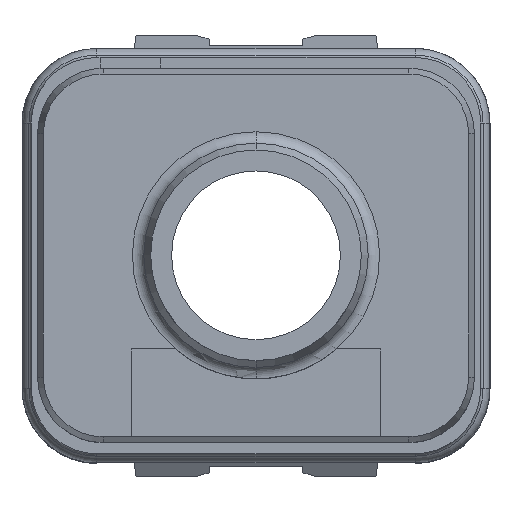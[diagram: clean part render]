
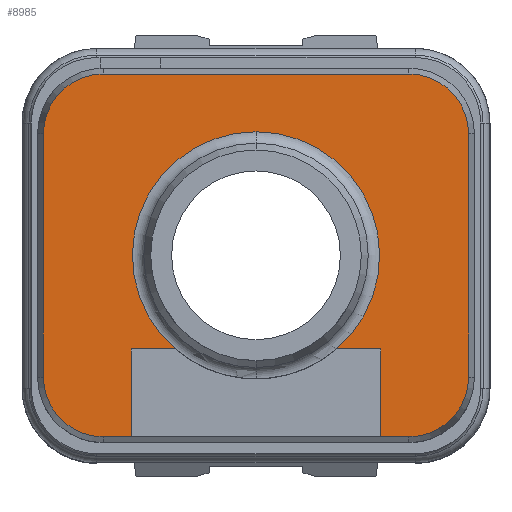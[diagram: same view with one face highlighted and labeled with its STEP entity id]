
A CAD part, top view. The second image highlights one B-rep face of the part: STEP entity #8985.
In plain terms, the highlighted planar face has unit normal (0, 0, 1).
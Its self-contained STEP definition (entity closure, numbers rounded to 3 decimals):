
#2384=DIRECTION('',(0.,1.,0.));
#2385=VECTOR('',#2384,2.812);
#2386=CARTESIAN_POINT('',(4.,-5.812,4.18));
#2387=LINE('',#2386,#2385);
#2388=DIRECTION('',(-1.,0.,0.));
#2389=VECTOR('',#2388,1.411);
#2390=CARTESIAN_POINT('',(4.,-3.,4.18));
#2391=LINE('',#2390,#2389);
#2392=CARTESIAN_POINT('',(0.,0.,4.18));
#2393=DIRECTION('',(0.,0.,1.));
#2394=DIRECTION('',(0.653,-0.757,0.));
#2395=AXIS2_PLACEMENT_3D('',#2392,#2393,#2394);
#2397=CARTESIAN_POINT('',(0.,0.,4.18));
#2398=DIRECTION('',(0.,0.,1.));
#2399=DIRECTION('',(0.,1.,0.));
#2400=AXIS2_PLACEMENT_3D('',#2397,#2398,#2399);
#2402=DIRECTION('',(-1.,0.,0.));
#2403=VECTOR('',#2402,1.411);
#2404=CARTESIAN_POINT('',(-2.589,-3.,4.18));
#2405=LINE('',#2404,#2403);
#2406=DIRECTION('',(0.,1.,0.));
#2407=VECTOR('',#2406,2.812);
#2408=CARTESIAN_POINT('',(-4.,-5.812,4.18));
#2409=LINE('',#2408,#2407);
#2410=DIRECTION('',(-1.,0.,0.));
#2411=VECTOR('',#2410,0.9);
#2412=CARTESIAN_POINT('',(-4.,-5.812,4.18));
#2413=LINE('',#2412,#2411);
#2414=CARTESIAN_POINT('',(-4.9,-3.9,4.18));
#2415=DIRECTION('',(0.,0.,-1.));
#2416=DIRECTION('',(0.,-1.,0.));
#2417=AXIS2_PLACEMENT_3D('',#2414,#2415,#2416);
#2419=DIRECTION('',(0.,1.,0.));
#2420=VECTOR('',#2419,7.8);
#2421=CARTESIAN_POINT('',(-6.812,-3.9,
4.18));
#2422=LINE('',#2421,#2420);
#2423=CARTESIAN_POINT('',(-4.9,3.9,4.18));
#2424=DIRECTION('',(0.,0.,-1.));
#2425=DIRECTION('',(-1.,0.,0.));
#2426=AXIS2_PLACEMENT_3D('',#2423,#2424,#2425);
#2428=DIRECTION('',(1.,0.,0.));
#2429=VECTOR('',#2428,9.8);
#2430=CARTESIAN_POINT('',(-4.9,5.812,4.18));
#2431=LINE('',#2430,#2429);
#2432=CARTESIAN_POINT('',(4.9,3.9,4.18));
#2433=DIRECTION('',(0.,0.,-1.));
#2434=DIRECTION('',(0.,1.,0.));
#2435=AXIS2_PLACEMENT_3D('',#2432,#2433,#2434);
#2437=DIRECTION('',(0.,-1.,0.));
#2438=VECTOR('',#2437,7.8);
#2439=CARTESIAN_POINT('',(6.812,3.9,4.18));
#2440=LINE('',#2439,#2438);
#2441=CARTESIAN_POINT('',(4.9,-3.9,4.18));
#2442=DIRECTION('',(0.,0.,-1.));
#2443=DIRECTION('',(1.,0.,0.));
#2444=AXIS2_PLACEMENT_3D('',#2441,#2442,#2443);
#2446=DIRECTION('',(-1.,0.,0.));
#2447=VECTOR('',#2446,0.9);
#2448=CARTESIAN_POINT('',(4.9,-5.812,4.18));
#2449=LINE('',#2448,#2447);
#4968=CARTESIAN_POINT('',(-6.812,3.9,4.18));
#4969=CARTESIAN_POINT('',(-4.9,5.812,4.18));
#4970=VERTEX_POINT('',#4968);
#4971=VERTEX_POINT('',#4969);
#4974=CARTESIAN_POINT('',(4.9,5.812,4.18));
#4975=VERTEX_POINT('',#4974);
#4978=CARTESIAN_POINT('',(6.812,3.9,4.18));
#4979=VERTEX_POINT('',#4978);
#4982=CARTESIAN_POINT('',(6.812,-3.9,4.18));
#4983=VERTEX_POINT('',#4982);
#4986=CARTESIAN_POINT('',(4.9,-5.812,4.18));
#4987=VERTEX_POINT('',#4986);
#4992=CARTESIAN_POINT('',(-4.9,-5.812,4.18));
#4993=CARTESIAN_POINT('',(-6.812,-3.9,4.18));
#4994=VERTEX_POINT('',#4992);
#4995=VERTEX_POINT('',#4993);
#5615=CARTESIAN_POINT('',(0.,3.963,4.18));
#5616=VERTEX_POINT('',#5615);
#5925=CARTESIAN_POINT('',(4.,-5.812,4.18));
#5926=CARTESIAN_POINT('',(4.,-3.,4.18));
#5927=VERTEX_POINT('',#5925);
#5928=VERTEX_POINT('',#5926);
#5929=CARTESIAN_POINT('',(2.589,-3.,4.18));
#5930=VERTEX_POINT('',#5929);
#5931=CARTESIAN_POINT('',(-2.589,-3.,4.18));
#5932=CARTESIAN_POINT('',(-4.,-3.,4.18));
#5933=VERTEX_POINT('',#5931);
#5934=VERTEX_POINT('',#5932);
#5935=CARTESIAN_POINT('',(-4.,-5.812,4.18));
#5936=VERTEX_POINT('',#5935);
#8950=CARTESIAN_POINT('',(0.,0.,4.18));
#8951=DIRECTION('',(0.,0.,-1.));
#8952=DIRECTION('',(1.,0.,0.));
#8953=AXIS2_PLACEMENT_3D('',#8950,#8951,#8952);
#8954=PLANE('',#8953);
#8956=ORIENTED_EDGE('',*,*,#8955,.T.);
#8957=ORIENTED_EDGE('',*,*,#8938,.T.);
#8958=ORIENTED_EDGE('',*,*,#8928,.T.);
#8960=ORIENTED_EDGE('',*,*,#8959,.T.);
#8962=ORIENTED_EDGE('',*,*,#8961,.T.);
#8964=ORIENTED_EDGE('',*,*,#8963,.F.);
#8966=ORIENTED_EDGE('',*,*,#8965,.T.);
#8968=ORIENTED_EDGE('',*,*,#8967,.T.);
#8970=ORIENTED_EDGE('',*,*,#8969,.T.);
#8972=ORIENTED_EDGE('',*,*,#8971,.T.);
#8974=ORIENTED_EDGE('',*,*,#8973,.T.);
#8976=ORIENTED_EDGE('',*,*,#8975,.T.);
#8978=ORIENTED_EDGE('',*,*,#8977,.T.);
#8980=ORIENTED_EDGE('',*,*,#8979,.T.);
#8982=ORIENTED_EDGE('',*,*,#8981,.T.);
#8983=EDGE_LOOP('',(#8956,#8957,#8958,#8960,#8962,#8964,#8966,#8968,#8970,#8972,
#8974,#8976,#8978,#8980,#8982));
#8984=FACE_OUTER_BOUND('',#8983,.F.);
#8985=ADVANCED_FACE('',(#8984),#8954,.F.);
#2396=CIRCLE('',#2395,3.963);
#2401=CIRCLE('',#2400,3.963);
#2418=CIRCLE('',#2417,1.912);
#2427=CIRCLE('',#2426,1.912);
#2436=CIRCLE('',#2435,1.912);
#2445=CIRCLE('',#2444,1.912);
#8928=EDGE_CURVE('',#5930,#5616,#2396,.T.);
#8938=EDGE_CURVE('',#5928,#5930,#2391,.T.);
#8955=EDGE_CURVE('',#5927,#5928,#2387,.T.);
#8959=EDGE_CURVE('',#5616,#5933,#2401,.T.);
#8961=EDGE_CURVE('',#5933,#5934,#2405,.T.);
#8963=EDGE_CURVE('',#5936,#5934,#2409,.T.);
#8965=EDGE_CURVE('',#5936,#4994,#2413,.T.);
#8967=EDGE_CURVE('',#4994,#4995,#2418,.T.);
#8969=EDGE_CURVE('',#4995,#4970,#2422,.T.);
#8971=EDGE_CURVE('',#4970,#4971,#2427,.T.);
#8973=EDGE_CURVE('',#4971,#4975,#2431,.T.);
#8975=EDGE_CURVE('',#4975,#4979,#2436,.T.);
#8977=EDGE_CURVE('',#4979,#4983,#2440,.T.);
#8979=EDGE_CURVE('',#4983,#4987,#2445,.T.);
#8981=EDGE_CURVE('',#4987,#5927,#2449,.T.);
